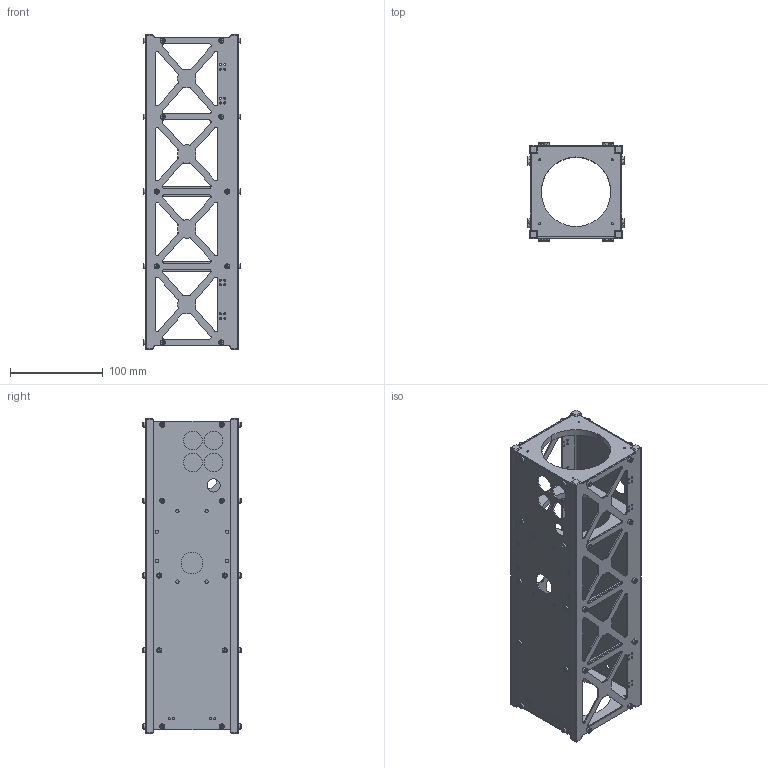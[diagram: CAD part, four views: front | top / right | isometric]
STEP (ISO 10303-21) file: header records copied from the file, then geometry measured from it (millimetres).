
FILE_DESCRIPTION (( 'STEP AP214' ), '1' );
FILE_NAME ('Montaj_3_2.STEP', '2025-07-21T13:46:30', ( '' ), ( '' ), 'SwSTEP 2.0', 'SolidWorks 2020', '' );
FILE_SCHEMA (( 'AUTOMOTIVE_DESIGN' ));
Length unit declared in the file: millimetre
Products named in the file (11): civata_m3_8mm_alyan_B18.3.1M - 3 x 0.5 x 8 Hex SHCS -- 8NHX; cerceve_arka; cerceve_orta; cerceve_alt; civata_m3_4mm_alyan_B18.3.1M - 3 x 0.5 x 8 Hex SHCS -- 8NHX; cerceve_sol; cerceve_on; destek; cerceve_sag; cerceve_ust; Montaj_3_2
Assembly tree (49 placements, depth 2):
  Montaj_3_2
    cerceve_sag
    cerceve_sol
    cerceve_arka
    cerceve_orta
    cerceve_on
    cerceve_ust
    cerceve_alt
    destek  x4
    civata_m3_8mm_alyan_B18.3.1M - 3 x 0.5 x 8 Hex SHCS -- 8NHX  x22
    civata_m3_4mm_alyan_B18.3.1M - 3 x 0.5 x 8 Hex SHCS -- 8NHX  x16
Bounding box: 104.2 x 106 x 340.5 mm (x, y, z)
Volume: 245545.6 mm3; surface area: 275609.6 mm2
Topology: 49 solids, 49 shells, 1942 faces, 4738 edges, 2858 vertices
Faces by surface type: plane 852, cylinder 730, cone 276, torus 76, sphere 8
Entity records: 29552 total; most frequent: DIRECTION 5330, CARTESIAN_POINT 5060, ORIENTED_EDGE 4772, EDGE_CURVE 2386, AXIS2_PLACEMENT_3D 2044, VERTEX_POINT 1550, LINE 1242, VECTOR 1242
